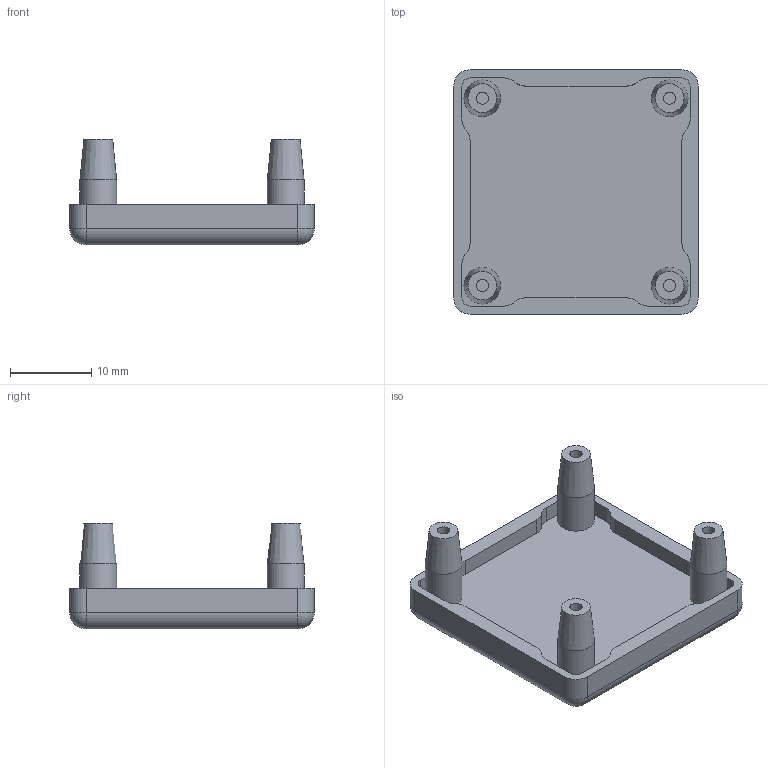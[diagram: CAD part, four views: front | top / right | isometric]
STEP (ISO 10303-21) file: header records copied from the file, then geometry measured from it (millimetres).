
FILE_DESCRIPTION(/* description */ ('Tappo 30x30'),/* implementation_level */ '2;1');
FILE_NAME(/* name */ 'CC30-30.stp',/* time_stamp */ '2022-06-17T14:00:55+02:00',/* author */ ('USER'),/* organization */ ('Microsoft'),/* preprocessor_version */ 'ST-DEVELOPER v18.1',/* originating_system */ 'Autodesk Inventor 2021',/* authorisation */ '');
FILE_SCHEMA (('AUTOMOTIVE_DESIGN { 1 0 10303 214 3 1 1 }'));
Length unit declared in the file: millimetre
Products named in the file (1): CC30-30
Bounding box: 30 x 30 x 13 mm (x, y, z)
Volume: 3441.2 mm3; surface area: 3199.2 mm2
Topology: 1 solids, 1 shells, 71 faces, 168 edges, 104 vertices
Faces by surface type: cylinder 36, plane 27, cone 4, sphere 4
Full cylindrical faces by diameter (mm): 1.5 x4, 4.5 x4
Entity records: 2067 total; most frequent: DIRECTION 384, CARTESIAN_POINT 340, ORIENTED_EDGE 328, EDGE_CURVE 164, AXIS2_PLACEMENT_3D 148, VERTEX_POINT 104, LINE 88, VECTOR 88
